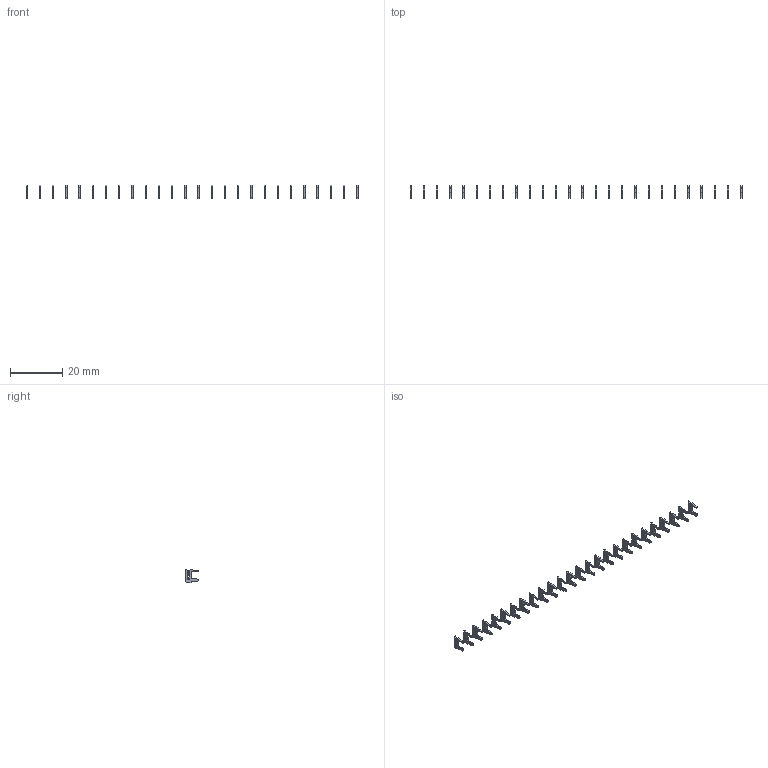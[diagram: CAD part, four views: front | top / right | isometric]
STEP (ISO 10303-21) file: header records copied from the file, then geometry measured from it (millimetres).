
FILE_DESCRIPTION (( 'STEP AP203' ), '1' );
FILE_NAME ('105-026-208-200.STEP', '2020-04-07T23:16:06', ( '' ), ( '' ), 'SwSTEP 2.0', 'SolidWorks 2016', '' );
FILE_SCHEMA (( 'CONFIG_CONTROL_DESIGN' ));
Length unit declared in the file: inch
Products named in the file (2): 100-290-001_100-290-208; 105-026-208-200
Assembly tree (26 placements, depth 2):
  105-026-208-200
    100-290-001_100-290-208  x26
Bounding box: 127.51 x 4.83 x 5.17 mm (x, y, z)
Volume: 178.9 mm3; surface area: 1104.9 mm2
Topology: 26 solids, 26 shells, 650 faces, 1794 edges, 1196 vertices
Faces by surface type: plane 572, cylinder 78
Entity records: 1789 total; most frequent: DIRECTION 183, CARTESIAN_POINT 169, ORIENTED_EDGE 138, EDGE_CURVE 69, LINE 63, VECTOR 63, LOCAL_TIME 62, COORDINATED_UNIVERSAL_TIME_OFFSET 62
